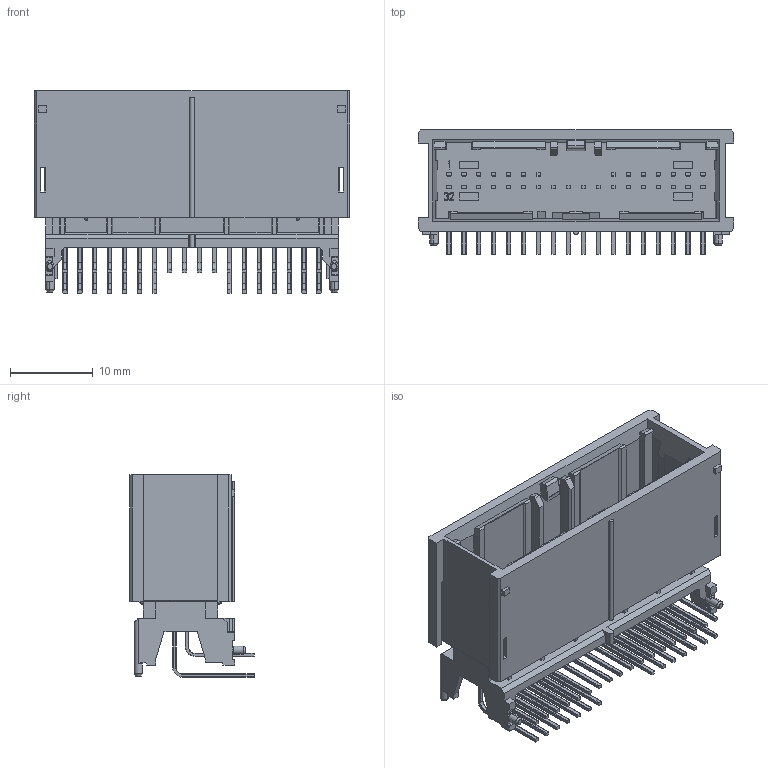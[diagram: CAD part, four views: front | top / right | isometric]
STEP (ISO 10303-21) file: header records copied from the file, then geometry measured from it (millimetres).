
FILE_DESCRIPTION((''),'2;1');
FILE_NAME('C-2177419-3','2019-05-29T08:09:14',('workeradm'),('TE Connectivity Ltd.'),'CREO PARAMETRIC BY PTC INC, 2018190','CREO PARAMETRIC BY PTC INC, 2018190','');
FILE_SCHEMA(('AUTOMOTIVE_DESIGN { 1 0 10303 214 1 1 1 1 }'));
Length unit declared in the file: millimetre
Products named in the file (1): C-2177419-3
Bounding box: 38.05 x 14.95 x 24.4 mm (x, y, z)
Volume: 3513 mm3; surface area: 6318.2 mm2
Topology: 1 solids, 1 shells, 1515 faces, 4018 edges, 2574 vertices
Faces by surface type: plane 864, cylinder 491, torus 144, cone 16
Entity records: 58975 total; most frequent: CARTESIAN_POINT 8385, DIRECTION 8132, ORIENTED_EDGE 8036, PRESENTATION_STYLE_ASSIGNMENT 4019, STYLED_ITEM 4019, CURVE_STYLE 4018, EDGE_CURVE 4018, VECTOR 2828
